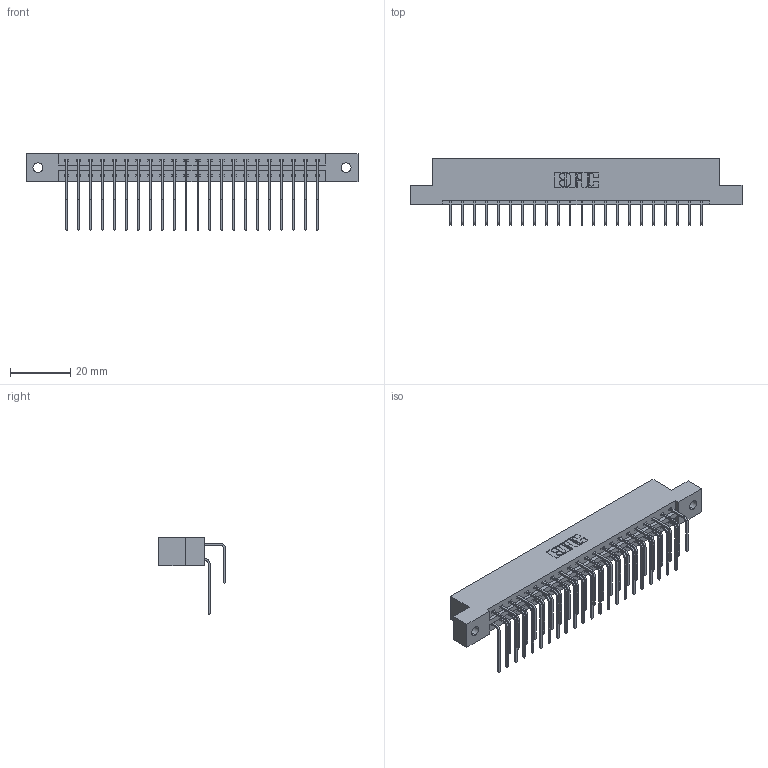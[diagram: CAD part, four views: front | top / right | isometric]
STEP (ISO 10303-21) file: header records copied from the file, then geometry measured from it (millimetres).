
FILE_DESCRIPTION (( 'STEP AP203' ), '1' );
FILE_NAME ('337-044-558-202.STEP', '2019-10-09T13:21:53', ( '' ), ( '' ), 'SwSTEP 2.0', 'SolidWorks 2016', '' );
FILE_SCHEMA (( 'CONFIG_CONTROL_DESIGN' ));
Length unit declared in the file: inch
Products named in the file (4): 337 Part_Flush Mounting Lugs - 0.128 Dia; 337-044-558-202; 345-292-001_558 559 Tail - 1; 345-292-001_558 Tail - 2
Assembly tree (45 placements, depth 2):
  337-044-558-202
    337 Part_Flush Mounting Lugs - 0.128 Dia
    345-292-001_558 559 Tail - 1  x22
    345-292-001_558 Tail - 2  x22
Bounding box: 110.19 x 22.17 x 25.53 mm (x, y, z)
Volume: 11563.1 mm3; surface area: 13879.6 mm2
Topology: 45 solids, 45 shells, 2578 faces, 7659 edges, 5046 vertices
Faces by surface type: plane 1830, cylinder 748
Entity records: 21431 total; most frequent: CARTESIAN_POINT 3673, ORIENTED_EDGE 3558, DIRECTION 3143, EDGE_CURVE 1779, LINE 1611, VECTOR 1611, VERTEX_POINT 1182, AXIS2_PLACEMENT_3D 766
